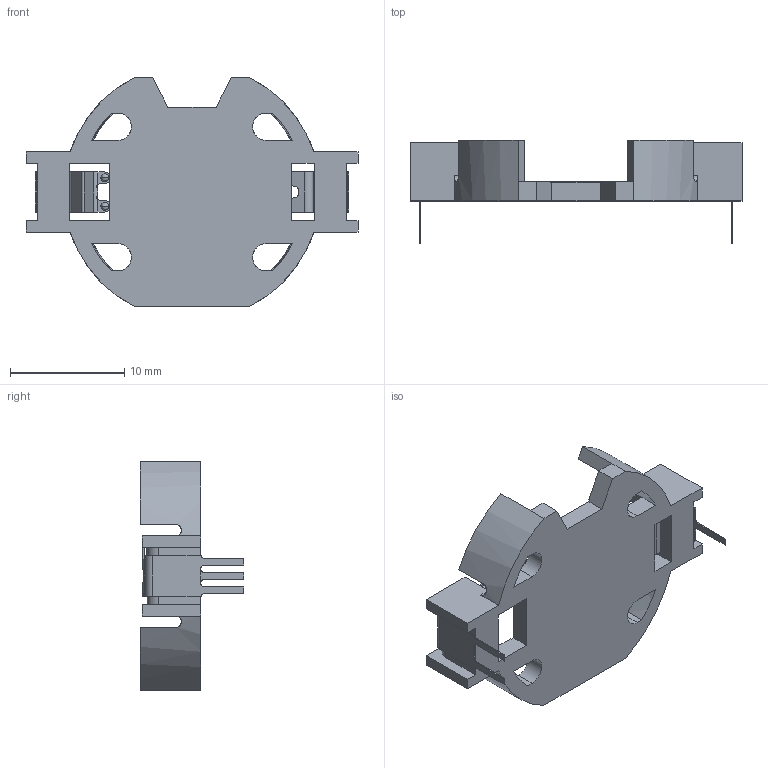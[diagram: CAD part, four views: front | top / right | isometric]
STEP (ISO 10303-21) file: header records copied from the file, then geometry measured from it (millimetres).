
FILE_DESCRIPTION (( 'STEP AP214' ), '1' );
FILE_NAME ('User Library-BU2032-1-HD-G(CR2032 Battery Holder).STEP', '2012-03-25T19:19:15', ( 'sysAdmin' ), ( 'SolidWorks' ), 'SwSTEP 2.0', 'SolidWorks 2012', '' );
FILE_SCHEMA (( 'AUTOMOTIVE_DESIGN' ));
Length unit declared in the file: millimetre
Products named in the file (1): User Library-BU2032-1-HD-G(CR2032 Battery Holder)
Bounding box: 29 x 9.05 x 20 mm (x, y, z)
Volume: 853.9 mm3; surface area: 1649 mm2
Topology: 3 solids, 3 shells, 237 faces, 688 edges, 449 vertices
Faces by surface type: plane 152, cylinder 70, bspline 15
Entity records: 10569 total; most frequent: CARTESIAN_POINT 1870, ORIENTED_EDGE 1356, DIRECTION 1243, EDGE_CURVE 678, VECTOR 483, LINE 483, VERTEX_POINT 449, AXIS2_PLACEMENT_3D 380
